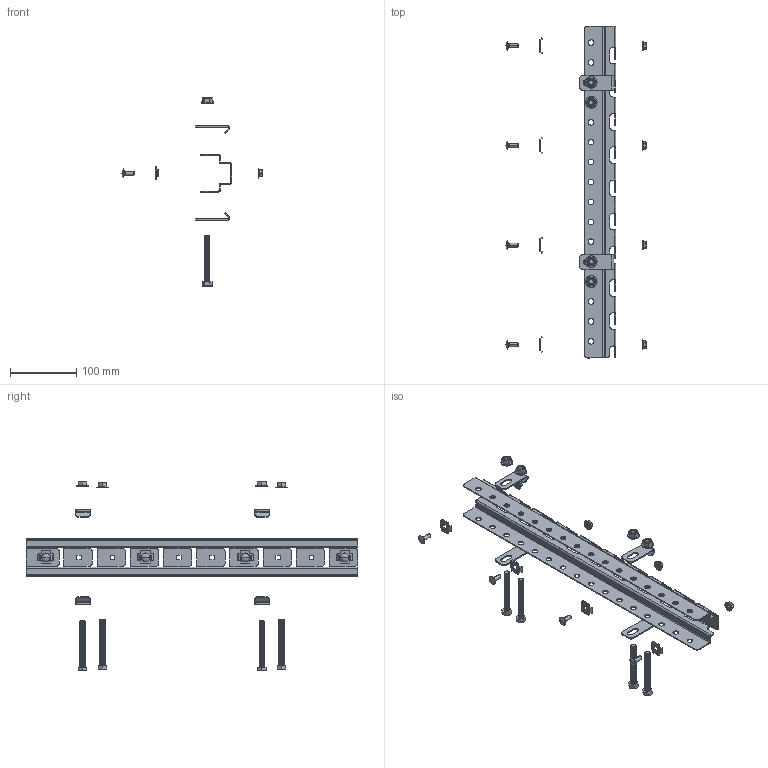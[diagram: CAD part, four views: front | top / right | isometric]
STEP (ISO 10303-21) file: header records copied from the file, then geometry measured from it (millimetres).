
FILE_DESCRIPTION (( 'STEP AP203' ), '1' );
FILE_NAME ('鎔艜鍒鍷 2.STEP', '2022-10-25T08:11:23', ( '' ), ( '' ), 'SwSTEP 2.0', 'SolidWorks 2022', '' );
FILE_SCHEMA (( 'CONFIG_CONTROL_DESIGN' ));
Length unit declared in the file: millimetre
Products named in the file (9): Винтовое 2; 38_Гайка фланцевая DIN 6923_М6; 38_Комплект соединительный проволочный; 38_КИВА.185.00.04 Соединитель одинарный 4r4; 38_КИВА 189.30.01 Крепление винтовое_2х; Болт ГОСТ 7798 (new)_М8х70; 38_Гайка Din 6923_М8; 38_КИВА 189.30.02 Кронштейн; 38_Болт (КС М6х10)
Assembly tree (20 placements, depth 3):
  Винтовое 2
    38_КИВА 189.30.02 Кронштейн  x4
    38_КИВА 189.30.01 Крепление винтовое_2х
    Болт ГОСТ 7798 (new)_М8х70  x4
    38_Гайка Din 6923_М8  x4
    38_Комплект соединительный проволочный  x4
      38_КИВА.185.00.04 Соединитель одинарный 4r4
      38_Болт (КС М6х10)
      38_Гайка фланцевая DIN 6923_М6
Bounding box: 211.12 x 500 x 285.44 mm (x, y, z)
Volume: 128446 mm3; surface area: 166611.9 mm2
Topology: 25 solids, 25 shells, 1476 faces, 3780 edges, 2316 vertices
Faces by surface type: cylinder 708, plane 544, cone 120, bspline 56, torus 24, sphere 24
Entity records: 34455 total; most frequent: CARTESIAN_POINT 16852, ORIENTED_EDGE 3494, DIRECTION 3325, EDGE_CURVE 1747, AXIS2_PLACEMENT_3D 1157, VERTEX_POINT 1071, VECTOR 1011, LINE 1011
